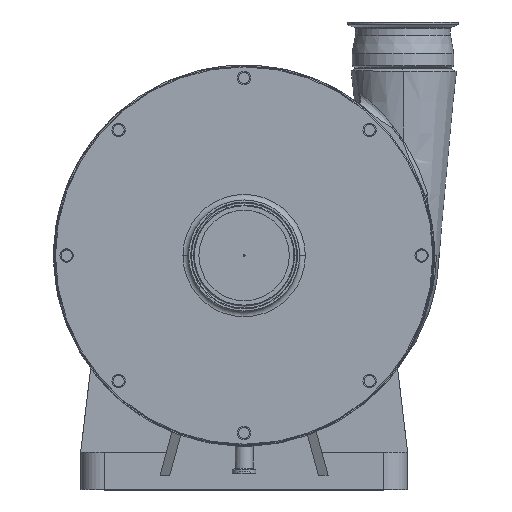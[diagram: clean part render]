
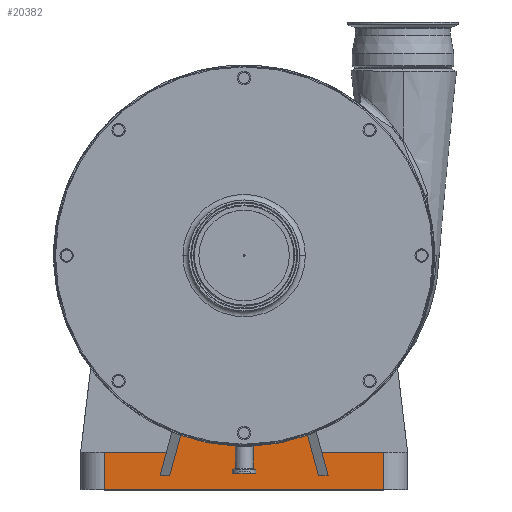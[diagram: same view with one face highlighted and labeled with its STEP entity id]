
A CAD part, top view. The second image highlights one B-rep face of the part: STEP entity #20382.
In plain terms, the highlighted planar face has unit normal (0, 0, 1).
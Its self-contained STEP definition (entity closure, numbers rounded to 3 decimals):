
#211 = ORIENTED_EDGE ( 'NONE', *, *, #19267, .T. ) ;
#352 = EDGE_CURVE ( 'NONE', #18442, #20666, #19160, .T. ) ;
#498 = LINE ( 'NONE', #22030, #1117 ) ;
#545 = DIRECTION ( 'NONE',  ( -0.262, 0.965, 0. ) ) ;
#1117 = VECTOR ( 'NONE', #2034, 1000. ) ;
#1278 = DIRECTION ( 'NONE',  ( 0.262, -0.965, 0. ) ) ;
#1412 = CARTESIAN_POINT ( 'NONE',  ( 83.204, -210., -80. ) ) ;
#1748 = CARTESIAN_POINT ( 'NONE',  ( -40.6, -91.387, -80. ) ) ;
#1922 = DIRECTION ( 'NONE',  ( 0., -1., 0. ) ) ;
#1937 = VERTEX_POINT ( 'NONE', #7428 ) ;
#2034 = DIRECTION ( 'NONE',  ( 0.262, 0.965, 0. ) ) ;
#2484 = DIRECTION ( 'NONE',  ( -1., 0., 0. ) ) ;
#2839 = LINE ( 'NONE', #10083, #15234 ) ;
#2971 = EDGE_CURVE ( 'NONE', #22029, #22988, #18839, .T. ) ;
#3124 = CARTESIAN_POINT ( 'NONE',  ( 40.6, -91.387, -80. ) ) ;
#3165 = CARTESIAN_POINT ( 'NONE',  ( 0., 0., -80. ) ) ;
#3186 = EDGE_CURVE ( 'NONE', #7238, #1937, #21976, .T. ) ;
#3816 = VERTEX_POINT ( 'NONE', #17218 ) ;
#3965 = EDGE_CURVE ( 'NONE', #4352, #3816, #16495, .T. ) ;
#3987 = CARTESIAN_POINT ( 'NONE',  ( 80.35, -237.623, -80. ) ) ;
#4163 = DIRECTION ( 'NONE',  ( 0., 0., -1. ) ) ;
#4177 = CARTESIAN_POINT ( 'NONE',  ( -90., -235., -80. ) ) ;
#4352 = VERTEX_POINT ( 'NONE', #4177 ) ;
#4360 = CARTESIAN_POINT ( 'NONE',  ( 79.637, -235., -80. ) ) ;
#4525 = AXIS2_PLACEMENT_3D ( 'NONE', #14917, #4163, #2484 ) ;
#4946 = CARTESIAN_POINT ( 'NONE',  ( 149.6, -210., -80. ) ) ;
#5136 = CARTESIAN_POINT ( 'NONE',  ( -90., -235., -80. ) ) ;
#5427 = DIRECTION ( 'NONE',  ( 0., 0., -1. ) ) ;
#5543 = CARTESIAN_POINT ( 'NONE',  ( 149.6, -250., -80. ) ) ;
#5995 = LINE ( 'NONE', #6102, #23057 ) ;
#6102 = CARTESIAN_POINT ( 'NONE',  ( 149.6, -210., -80. ) ) ;
#6638 = DIRECTION ( 'NONE',  ( 1., 0., 0. ) ) ;
#6645 = ORIENTED_EDGE ( 'NONE', *, *, #12124, .T. ) ;
#7106 = EDGE_CURVE ( 'NONE', #10937, #1937, #5995, .T. ) ;
#7238 = VERTEX_POINT ( 'NONE', #15300 ) ;
#7428 = CARTESIAN_POINT ( 'NONE',  ( 149.6, -250., -80. ) ) ;
#7625 = LINE ( 'NONE', #11289, #14235 ) ;
#7901 = AXIS2_PLACEMENT_3D ( 'NONE', #3165, #5427, #23163 ) ;
#8200 = EDGE_CURVE ( 'NONE', #18442, #10937, #2839, .T. ) ;
#9299 = VERTEX_POINT ( 'NONE', #19878 ) ;
#9339 = ORIENTED_EDGE ( 'NONE', *, *, #22934, .F. ) ;
#9499 = FACE_OUTER_BOUND ( 'NONE', #12048, .T. ) ;
#9615 = PLANE ( 'NONE',  #4525 ) ;
#10083 = CARTESIAN_POINT ( 'NONE',  ( 149.6, -210., -80. ) ) ;
#10291 = VECTOR ( 'NONE', #17845, 1000. ) ;
#10426 = ORIENTED_EDGE ( 'NONE', *, *, #8200, .F. ) ;
#10490 = VECTOR ( 'NONE', #19139, 1000. ) ;
#10580 = VECTOR ( 'NONE', #21094, 1000. ) ;
#10937 = VERTEX_POINT ( 'NONE', #15388 ) ;
#11289 = CARTESIAN_POINT ( 'NONE',  ( -149.6, -210., -80. ) ) ;
#11468 = VERTEX_POINT ( 'NONE', #4360 ) ;
#12048 = EDGE_LOOP ( 'NONE', ( #18070, #20343, #16423, #13191, #6645, #20513, #17094, #10426, #21302, #9339, #211, #14839 ) ) ;
#12124 = EDGE_CURVE ( 'NONE', #9299, #7238, #7625, .T. ) ;
#12645 = LINE ( 'NONE', #12772, #10291 ) ;
#12734 = VECTOR ( 'NONE', #1278, 1000. ) ;
#12772 = CARTESIAN_POINT ( 'NONE',  ( 0., -235., -80. ) ) ;
#13066 = EDGE_CURVE ( 'NONE', #9299, #20255, #22924, .T. ) ;
#13191 = ORIENTED_EDGE ( 'NONE', *, *, #13066, .F. ) ;
#13194 = DIRECTION ( 'NONE',  ( 0., -1., 0. ) ) ;
#13543 = CARTESIAN_POINT ( 'NONE',  ( -40.6, -91.387, -80. ) ) ;
#13893 = LINE ( 'NONE', #13543, #10580 ) ;
#14235 = VECTOR ( 'NONE', #1922, 1000. ) ;
#14839 = ORIENTED_EDGE ( 'NONE', *, *, #2971, .T. ) ;
#14917 = CARTESIAN_POINT ( 'NONE',  ( 149.6, -210., -80. ) ) ;
#15234 = VECTOR ( 'NONE', #6638, 1000. ) ;
#15300 = CARTESIAN_POINT ( 'NONE',  ( -149.6, -250., -80. ) ) ;
#15388 = CARTESIAN_POINT ( 'NONE',  ( 149.6, -210., -80. ) ) ;
#16423 = ORIENTED_EDGE ( 'NONE', *, *, #19840, .T. ) ;
#16495 = LINE ( 'NONE', #5136, #21117 ) ;
#17094 = ORIENTED_EDGE ( 'NONE', *, *, #7106, .F. ) ;
#17218 = CARTESIAN_POINT ( 'NONE',  ( -79.637, -235., -80. ) ) ;
#17348 = VECTOR ( 'NONE', #18435, 1000. ) ;
#17845 = DIRECTION ( 'NONE',  ( 1., 0., 0. ) ) ;
#18070 = ORIENTED_EDGE ( 'NONE', *, *, #20264, .T. ) ;
#18435 = DIRECTION ( 'NONE',  ( 1., 0., 0. ) ) ;
#18442 = VERTEX_POINT ( 'NONE', #1412 ) ;
#18839 = CIRCLE ( 'NONE', #7901, 100. ) ;
#19139 = DIRECTION ( 'NONE',  ( 1., 0., 0. ) ) ;
#19160 = LINE ( 'NONE', #22826, #12734 ) ;
#19267 = EDGE_CURVE ( 'NONE', #11468, #22029, #22326, .T. ) ;
#19609 = VECTOR ( 'NONE', #545, 1000. ) ;
#19840 = EDGE_CURVE ( 'NONE', #4352, #20255, #498, .T. ) ;
#19878 = CARTESIAN_POINT ( 'NONE',  ( -149.6, -210., -80. ) ) ;
#20255 = VERTEX_POINT ( 'NONE', #22423 ) ;
#20264 = EDGE_CURVE ( 'NONE', #22988, #3816, #13893, .T. ) ;
#20343 = ORIENTED_EDGE ( 'NONE', *, *, #3965, .F. ) ;
#20382 = ADVANCED_FACE ( 'NONE', ( #9499 ), #9615, .F. ) ;
#20395 = DIRECTION ( 'NONE',  ( 1., 0., 0. ) ) ;
#20513 = ORIENTED_EDGE ( 'NONE', *, *, #3186, .T. ) ;
#20666 = VERTEX_POINT ( 'NONE', #23176 ) ;
#21094 = DIRECTION ( 'NONE',  ( -0.262, -0.965, 0. ) ) ;
#21117 = VECTOR ( 'NONE', #20395, 1000. ) ;
#21302 = ORIENTED_EDGE ( 'NONE', *, *, #352, .T. ) ;
#21976 = LINE ( 'NONE', #5543, #17348 ) ;
#22029 = VERTEX_POINT ( 'NONE', #3124 ) ;
#22030 = CARTESIAN_POINT ( 'NONE',  ( -67.186, -151.072, -80. ) ) ;
#22326 = LINE ( 'NONE', #3987, #19609 ) ;
#22423 = CARTESIAN_POINT ( 'NONE',  ( -83.204, -210., -80. ) ) ;
#22826 = CARTESIAN_POINT ( 'NONE',  ( 87.773, -226.806, -80. ) ) ;
#22924 = LINE ( 'NONE', #4946, #10490 ) ;
#22934 = EDGE_CURVE ( 'NONE', #11468, #20666, #12645, .T. ) ;
#22988 = VERTEX_POINT ( 'NONE', #1748 ) ;
#23057 = VECTOR ( 'NONE', #13194, 1000. ) ;
#23163 = DIRECTION ( 'NONE',  ( -1., 0., 0. ) ) ;
#23176 = CARTESIAN_POINT ( 'NONE',  ( 90., -235., -80. ) ) ;
